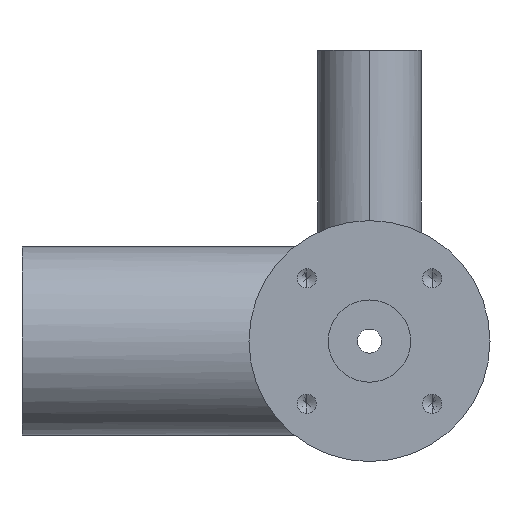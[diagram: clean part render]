
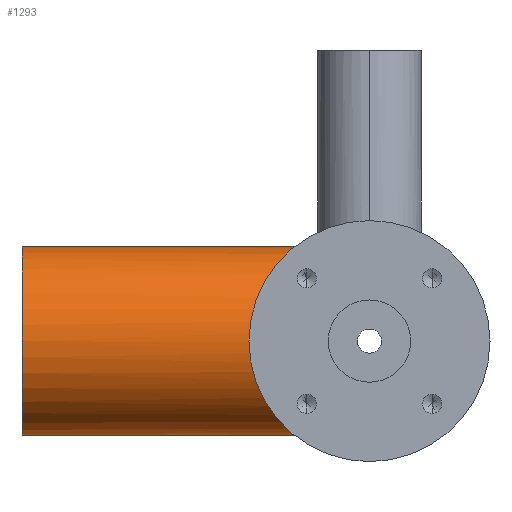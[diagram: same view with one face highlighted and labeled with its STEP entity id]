
A CAD part, left-side view. The second image highlights one B-rep face of the part: STEP entity #1293.
In plain terms, the highlighted cylindrical face has radius 66.5 mm (diameter 133 mm), a partial arc.
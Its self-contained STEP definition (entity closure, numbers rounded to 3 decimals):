
#23 = EDGE_CURVE ( 'NONE', #2704, #1669, #4007, .T. ) ;
#139 = FACE_OUTER_BOUND ( 'NONE', #3764, .T. ) ;
#302 = CARTESIAN_POINT ( 'NONE',  ( -117.5, 0., 66.5 ) ) ;
#383 = DIRECTION ( 'NONE',  ( 0., -1., 0. ) ) ;
#516 = ORIENTED_EDGE ( 'NONE', *, *, #1575, .F. ) ;
#518 = DIRECTION ( 'NONE',  ( 0., 0., -1. ) ) ;
#521 = AXIS2_PLACEMENT_3D ( 'NONE', #2373, #2997, #518 ) ;
#713 = VECTOR ( 'NONE', #383, 1000. ) ;
#763 = CARTESIAN_POINT ( 'NONE',  ( -117.5, 245., -66.5 ) ) ;
#804 = LINE ( 'NONE', #763, #1442 ) ;
#1078 = LINE ( 'NONE', #3559, #713 ) ;
#1131 = VERTEX_POINT ( 'NONE', #302 ) ;
#1134 = CARTESIAN_POINT ( 'NONE',  ( -117.5, 0., -66.5 ) ) ;
#1264 = ORIENTED_EDGE ( 'NONE', *, *, #3177, .F. ) ;
#1280 = DIRECTION ( 'NONE',  ( 0., 1., 0. ) ) ;
#1293 = ADVANCED_FACE ( 'NONE', ( #139 ), #1405, .T. ) ;
#1296 = EDGE_CURVE ( 'NONE', #2704, #1867, #804, .T. ) ;
#1324 = CARTESIAN_POINT ( 'NONE',  ( -117.5, 245., 66.5 ) ) ;
#1405 = CYLINDRICAL_SURFACE ( 'NONE', #521, 66.5 ) ;
#1442 = VECTOR ( 'NONE', #3899, 1000. ) ;
#1444 = CARTESIAN_POINT ( 'NONE',  ( -117.5, 0., -66.5 ) ) ;
#1466 =( BOUNDED_CURVE ( )  B_SPLINE_CURVE ( 3, ( #2450, #3978, #1471, #1134 ),
 .UNSPECIFIED., .F., .F. ) 
 B_SPLINE_CURVE_WITH_KNOTS ( ( 4, 4 ),
 ( 1.571, 4.712 ),
 .UNSPECIFIED. ) 
 CURVE ( )  GEOMETRIC_REPRESENTATION_ITEM ( )  RATIONAL_B_SPLINE_CURVE ( ( 1., 0.333, 0.333, 1. ) ) 
 REPRESENTATION_ITEM ( '' )  );
#1471 = CARTESIAN_POINT ( 'NONE',  ( -250.5, 133., -66.5 ) ) ;
#1575 = EDGE_CURVE ( 'NONE', #1669, #1131, #1078, .T. ) ;
#1669 = VERTEX_POINT ( 'NONE', #1324 ) ;
#1867 = VERTEX_POINT ( 'NONE', #1444 ) ;
#2373 = CARTESIAN_POINT ( 'NONE',  ( -117.5, 245., 0. ) ) ;
#2450 = CARTESIAN_POINT ( 'NONE',  ( -117.5, 0., 66.5 ) ) ;
#2497 = ORIENTED_EDGE ( 'NONE', *, *, #1296, .T. ) ;
#2704 = VERTEX_POINT ( 'NONE', #3272 ) ;
#2741 = ORIENTED_EDGE ( 'NONE', *, *, #23, .F. ) ;
#2997 = DIRECTION ( 'NONE',  ( 0., -1., 0. ) ) ;
#3177 = EDGE_CURVE ( 'NONE', #1131, #1867, #1466, .T. ) ;
#3272 = CARTESIAN_POINT ( 'NONE',  ( -117.5, 245., -66.5 ) ) ;
#3411 = CARTESIAN_POINT ( 'NONE',  ( -117.5, 245., 0. ) ) ;
#3453 = DIRECTION ( 'NONE',  ( -1., 0., 0. ) ) ;
#3559 = CARTESIAN_POINT ( 'NONE',  ( -117.5, 245., 66.5 ) ) ;
#3686 = AXIS2_PLACEMENT_3D ( 'NONE', #3411, #1280, #3453 ) ;
#3764 = EDGE_LOOP ( 'NONE', ( #516, #2741, #2497, #1264 ) ) ;
#3899 = DIRECTION ( 'NONE',  ( 0., -1., 0. ) ) ;
#3978 = CARTESIAN_POINT ( 'NONE',  ( -250.5, 133., 66.5 ) ) ;
#4007 = CIRCLE ( 'NONE', #3686, 66.5 ) ;
